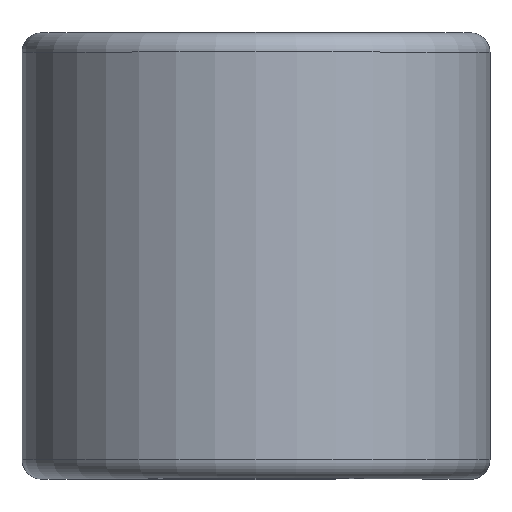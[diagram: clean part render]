
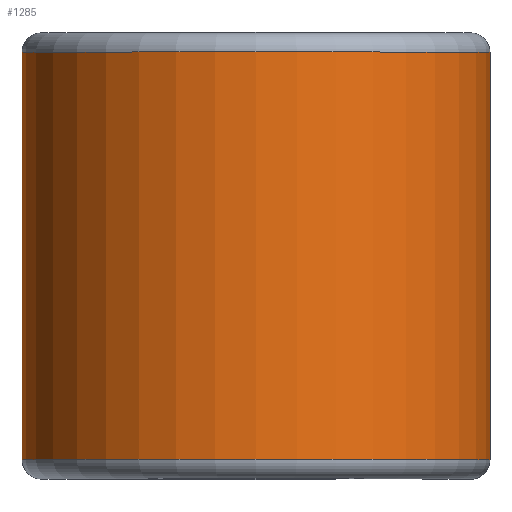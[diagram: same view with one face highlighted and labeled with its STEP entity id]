
A CAD part, top view. The second image highlights one B-rep face of the part: STEP entity #1285.
In plain terms, the highlighted cylindrical face has radius 9.157 mm (diameter 18.313 mm), a partial arc.
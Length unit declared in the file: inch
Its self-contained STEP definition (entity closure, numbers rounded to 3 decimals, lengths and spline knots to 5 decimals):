
#36 = VECTOR ( 'NONE', #1217, 39.37008 ) ;
#117 = CARTESIAN_POINT ( 'NONE',  ( 0.3605, -0.31375, 0. ) ) ;
#138 = DIRECTION ( 'NONE',  ( 0., 1., 0. ) ) ;
#259 = EDGE_CURVE ( 'NONE', #393, #2391, #1752, .T. ) ;
#280 = DIRECTION ( 'NONE',  ( 0., 0., -1. ) ) ;
#290 = CARTESIAN_POINT ( 'NONE',  ( 0., -0.31375, -0.3605 ) ) ;
#316 = CARTESIAN_POINT ( 'NONE',  ( 0., 0.31375, -0.3605 ) ) ;
#357 = DIRECTION ( 'NONE',  ( 0., -1., 0. ) ) ;
#366 = CARTESIAN_POINT ( 'NONE',  ( 0., 0.31375, 0. ) ) ;
#378 = VERTEX_POINT ( 'NONE', #290 ) ;
#393 = VERTEX_POINT ( 'NONE', #914 ) ;
#396 = EDGE_CURVE ( 'NONE', #588, #393, #571, .T. ) ;
#571 = LINE ( 'NONE', #1036, #36 ) ;
#588 = VERTEX_POINT ( 'NONE', #117 ) ;
#741 = CARTESIAN_POINT ( 'NONE',  ( 0., -0.31375, 0. ) ) ;
#787 = AXIS2_PLACEMENT_3D ( 'NONE', #1770, #1589, #280 ) ;
#791 = EDGE_LOOP ( 'NONE', ( #2367, #991, #2211, #997 ) ) ;
#914 = CARTESIAN_POINT ( 'NONE',  ( 0.3605, 0.31375, 0. ) ) ;
#934 = DIRECTION ( 'NONE',  ( 0., 0., -1. ) ) ;
#940 = DIRECTION ( 'NONE',  ( 0., 0., -1. ) ) ;
#991 = ORIENTED_EDGE ( 'NONE', *, *, #259, .T. ) ;
#997 = ORIENTED_EDGE ( 'NONE', *, *, #1525, .F. ) ;
#1036 = CARTESIAN_POINT ( 'NONE',  ( 0.3605, 0.31375, 0. ) ) ;
#1217 = DIRECTION ( 'NONE',  ( 0., 1., 0. ) ) ;
#1285 = ADVANCED_FACE ( 'NONE', ( #1920 ), #1699, .T. ) ;
#1352 = VECTOR ( 'NONE', #138, 39.37008 ) ;
#1509 = AXIS2_PLACEMENT_3D ( 'NONE', #741, #2049, #934 ) ;
#1525 = EDGE_CURVE ( 'NONE', #588, #378, #2005, .T. ) ;
#1589 = DIRECTION ( 'NONE',  ( 0., -1., 0. ) ) ;
#1699 = CYLINDRICAL_SURFACE ( 'NONE', #787, 0.3605 ) ;
#1750 = AXIS2_PLACEMENT_3D ( 'NONE', #366, #357, #940 ) ;
#1752 = CIRCLE ( 'NONE', #1750, 0.3605 ) ;
#1770 = CARTESIAN_POINT ( 'NONE',  ( 0., 0.3125, 0. ) ) ;
#1920 = FACE_OUTER_BOUND ( 'NONE', #791, .T. ) ;
#2005 = CIRCLE ( 'NONE', #1509, 0.3605 ) ;
#2049 = DIRECTION ( 'NONE',  ( 0., -1., 0. ) ) ;
#2058 = CARTESIAN_POINT ( 'NONE',  ( 0., 0.31375, -0.3605 ) ) ;
#2211 = ORIENTED_EDGE ( 'NONE', *, *, #2236, .F. ) ;
#2236 = EDGE_CURVE ( 'NONE', #378, #2391, #2280, .T. ) ;
#2280 = LINE ( 'NONE', #316, #1352 ) ;
#2367 = ORIENTED_EDGE ( 'NONE', *, *, #396, .T. ) ;
#2391 = VERTEX_POINT ( 'NONE', #2058 ) ;
